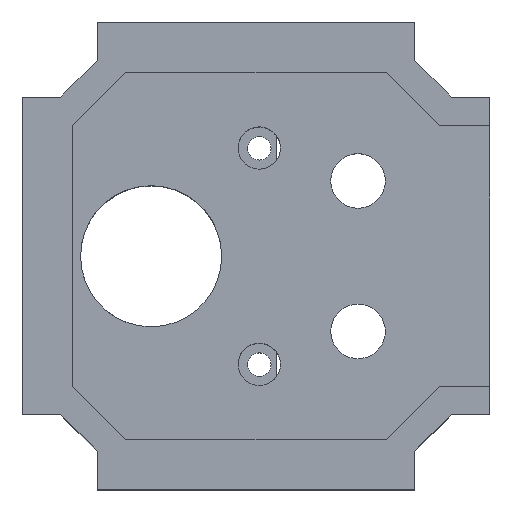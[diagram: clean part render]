
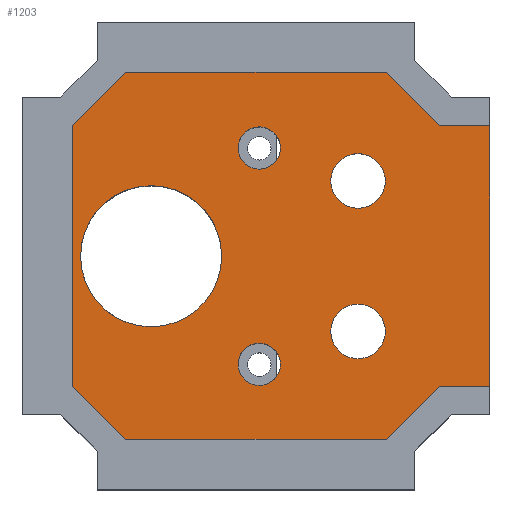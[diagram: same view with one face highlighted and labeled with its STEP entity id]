
A CAD part, top view. The second image highlights one B-rep face of the part: STEP entity #1203.
In plain terms, the highlighted planar face has unit normal (0, 0, 1).
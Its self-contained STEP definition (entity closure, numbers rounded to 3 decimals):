
#23=FACE_BOUND('',#180,.T.);
#24=FACE_BOUND('',#181,.T.);
#25=FACE_BOUND('',#182,.T.);
#26=FACE_BOUND('',#183,.T.);
#27=FACE_BOUND('',#184,.T.);
#30=CIRCLE('',#1233,2.9);
#32=CIRCLE('',#1236,2.9);
#43=CIRCLE('',#1253,7.5);
#48=CIRCLE('',#1262,2.25);
#52=CIRCLE('',#1269,2.25);
#115=FACE_OUTER_BOUND('',#179,.T.);
#179=EDGE_LOOP('',(#1051,#1052,#1053,#1054,#1055,#1056,#1057,#1058,#1059,
#1060,#1061,#1062,#1063,#1064,#1065,#1066));
#180=EDGE_LOOP('',(#1067));
#181=EDGE_LOOP('',(#1068));
#182=EDGE_LOOP('',(#1069));
#183=EDGE_LOOP('',(#1070));
#184=EDGE_LOOP('',(#1071));
#194=LINE('',#1629,#339);
#294=LINE('',#1880,#439);
#298=LINE('',#1886,#443);
#304=LINE('',#1898,#449);
#307=LINE('',#1904,#452);
#311=LINE('',#1910,#456);
#313=LINE('',#1915,#458);
#315=LINE('',#1918,#460);
#317=LINE('',#1923,#462);
#320=LINE('',#1928,#465);
#321=LINE('',#1930,#466);
#323=LINE('',#1934,#468);
#325=LINE('',#1938,#470);
#333=LINE('',#1952,#478);
#334=LINE('',#1953,#479);
#335=LINE('',#1954,#480);
#339=VECTOR('',#1317,10.);
#439=VECTOR('',#1525,10.);
#443=VECTOR('',#1531,10.);
#449=VECTOR('',#1545,10.);
#452=VECTOR('',#1550,10.);
#456=VECTOR('',#1558,10.);
#458=VECTOR('',#1562,10.);
#460=VECTOR('',#1566,10.);
#462=VECTOR('',#1570,10.);
#465=VECTOR('',#1575,10.);
#466=VECTOR('',#1578,10.);
#468=VECTOR('',#1582,10.);
#470=VECTOR('',#1586,10.);
#478=VECTOR('',#1606,10.);
#479=VECTOR('',#1607,10.);
#480=VECTOR('',#1608,10.);
#483=VERTEX_POINT('',#1625);
#485=VERTEX_POINT('',#1628);
#511=VERTEX_POINT('',#1684);
#513=VERTEX_POINT('',#1690);
#536=VERTEX_POINT('',#1748);
#559=VERTEX_POINT('',#1802);
#564=VERTEX_POINT('',#1819);
#581=VERTEX_POINT('',#1877);
#582=VERTEX_POINT('',#1879);
#583=VERTEX_POINT('',#1885);
#584=VERTEX_POINT('',#1895);
#585=VERTEX_POINT('',#1897);
#586=VERTEX_POINT('',#1901);
#587=VERTEX_POINT('',#1903);
#588=VERTEX_POINT('',#1912);
#589=VERTEX_POINT('',#1914);
#590=VERTEX_POINT('',#1920);
#591=VERTEX_POINT('',#1922);
#592=VERTEX_POINT('',#1926);
#593=VERTEX_POINT('',#1932);
#594=VERTEX_POINT('',#1936);
#596=EDGE_CURVE('',#485,#483,#194,.T.);
#624=EDGE_CURVE('',#511,#511,#30,.T.);
#627=EDGE_CURVE('',#513,#513,#32,.T.);
#657=EDGE_CURVE('',#536,#536,#43,.T.);
#683=EDGE_CURVE('',#559,#559,#48,.T.);
#692=EDGE_CURVE('',#564,#564,#52,.T.);
#722=EDGE_CURVE('',#582,#581,#294,.T.);
#726=EDGE_CURVE('',#583,#582,#298,.T.);
#732=EDGE_CURVE('',#585,#584,#304,.T.);
#735=EDGE_CURVE('',#587,#586,#307,.T.);
#739=EDGE_CURVE('',#483,#585,#311,.T.);
#741=EDGE_CURVE('',#589,#588,#313,.T.);
#743=EDGE_CURVE('',#588,#587,#315,.T.);
#745=EDGE_CURVE('',#591,#590,#317,.T.);
#748=EDGE_CURVE('',#590,#592,#320,.T.);
#749=EDGE_CURVE('',#592,#583,#321,.T.);
#751=EDGE_CURVE('',#581,#593,#323,.T.);
#753=EDGE_CURVE('',#593,#594,#325,.T.);
#761=EDGE_CURVE('',#584,#589,#333,.T.);
#762=EDGE_CURVE('',#586,#591,#334,.T.);
#763=EDGE_CURVE('',#594,#485,#335,.T.);
#1051=ORIENTED_EDGE('',*,*,#732,.T.);
#1052=ORIENTED_EDGE('',*,*,#761,.T.);
#1053=ORIENTED_EDGE('',*,*,#741,.T.);
#1054=ORIENTED_EDGE('',*,*,#743,.T.);
#1055=ORIENTED_EDGE('',*,*,#735,.T.);
#1056=ORIENTED_EDGE('',*,*,#762,.T.);
#1057=ORIENTED_EDGE('',*,*,#745,.T.);
#1058=ORIENTED_EDGE('',*,*,#748,.T.);
#1059=ORIENTED_EDGE('',*,*,#749,.T.);
#1060=ORIENTED_EDGE('',*,*,#726,.T.);
#1061=ORIENTED_EDGE('',*,*,#722,.T.);
#1062=ORIENTED_EDGE('',*,*,#751,.T.);
#1063=ORIENTED_EDGE('',*,*,#753,.T.);
#1064=ORIENTED_EDGE('',*,*,#763,.T.);
#1065=ORIENTED_EDGE('',*,*,#596,.T.);
#1066=ORIENTED_EDGE('',*,*,#739,.T.);
#1067=ORIENTED_EDGE('',*,*,#624,.T.);
#1068=ORIENTED_EDGE('',*,*,#627,.T.);
#1069=ORIENTED_EDGE('',*,*,#657,.T.);
#1070=ORIENTED_EDGE('',*,*,#683,.T.);
#1071=ORIENTED_EDGE('',*,*,#692,.T.);
#1147=PLANE('',#1305);
#1203=ADVANCED_FACE('',(#115,#23,#24,#25,#26,#27),#1147,.T.);
#1233=AXIS2_PLACEMENT_3D('',#1685,#1349,#1350);
#1236=AXIS2_PLACEMENT_3D('',#1691,#1356,#1357);
#1253=AXIS2_PLACEMENT_3D('',#1750,#1409,#1410);
#1262=AXIS2_PLACEMENT_3D('',#1803,#1448,#1449);
#1269=AXIS2_PLACEMENT_3D('',#1820,#1467,#1468);
#1305=AXIS2_PLACEMENT_3D('',#1951,#1604,#1605);
#1317=DIRECTION('',(-1.,0.,0.));
#1349=DIRECTION('center_axis',(0.,0.,-1.));
#1350=DIRECTION('ref_axis',(-1.,0.,0.));
#1356=DIRECTION('center_axis',(0.,0.,-1.));
#1357=DIRECTION('ref_axis',(-1.,0.,0.));
#1409=DIRECTION('center_axis',(0.,0.,-1.));
#1410=DIRECTION('ref_axis',(1.,0.,0.));
#1448=DIRECTION('center_axis',(0.,0.,-1.));
#1449=DIRECTION('ref_axis',(1.,0.,0.));
#1467=DIRECTION('center_axis',(0.,0.,-1.));
#1468=DIRECTION('ref_axis',(1.,0.,0.));
#1525=DIRECTION('',(0.,1.,0.));
#1531=DIRECTION('',(1.,0.,0.));
#1545=DIRECTION('',(0.,1.,0.));
#1550=DIRECTION('',(-1.,0.,0.));
#1558=DIRECTION('',(-0.707,0.707,0.));
#1562=DIRECTION('',(0.,-1.,0.));
#1566=DIRECTION('',(-0.707,-0.707,0.));
#1570=DIRECTION('',(1.,0.,0.));
#1575=DIRECTION('',(0.707,-0.707,0.));
#1578=DIRECTION('',(0.,-1.,0.));
#1582=DIRECTION('',(0.707,0.707,0.));
#1586=DIRECTION('',(1.,0.,0.));
#1604=DIRECTION('center_axis',(0.,0.,1.));
#1605=DIRECTION('ref_axis',(1.,0.,0.));
#1606=DIRECTION('',(-1.,0.,0.));
#1607=DIRECTION('',(0.,-1.,0.));
#1608=DIRECTION('',(0.,1.,0.));
#1625=CARTESIAN_POINT('',(19.527,13.869,5.));
#1628=CARTESIAN_POINT('',(24.85,13.869,5.));
#1629=CARTESIAN_POINT('',(0.494,13.869,5.));
#1684=CARTESIAN_POINT('',(13.75,-8.,5.));
#1685=CARTESIAN_POINT('Origin',(10.85,-8.,5.));
#1690=CARTESIAN_POINT('',(13.75,8.,5.));
#1691=CARTESIAN_POINT('Origin',(10.85,8.,5.));
#1748=CARTESIAN_POINT('',(-18.65,0.,5.));
#1750=CARTESIAN_POINT('Origin',(-11.15,0.,5.));
#1802=CARTESIAN_POINT('',(-1.9,11.5,5.));
#1803=CARTESIAN_POINT('Origin',(0.35,11.5,5.));
#1819=CARTESIAN_POINT('',(-1.9,-11.5,5.));
#1820=CARTESIAN_POINT('Origin',(0.35,-11.5,5.));
#1877=CARTESIAN_POINT('',(13.869,-19.527,5.));
#1879=CARTESIAN_POINT('',(13.869,-24.85,5.));
#1880=CARTESIAN_POINT('',(13.869,-10.924,5.));
#1885=CARTESIAN_POINT('',(-13.869,-24.85,5.));
#1886=CARTESIAN_POINT('',(16.87,-24.85,5.));
#1895=CARTESIAN_POINT('',(13.869,24.85,5.));
#1897=CARTESIAN_POINT('',(13.869,19.527,5.));
#1898=CARTESIAN_POINT('',(13.869,12.425,5.));
#1901=CARTESIAN_POINT('',(-24.85,13.869,5.));
#1903=CARTESIAN_POINT('',(-19.527,13.869,5.));
#1904=CARTESIAN_POINT('',(-22.855,13.869,5.));
#1910=CARTESIAN_POINT('',(10.068,23.327,5.));
#1912=CARTESIAN_POINT('',(-13.869,19.527,5.));
#1914=CARTESIAN_POINT('',(-13.869,24.85,5.));
#1915=CARTESIAN_POINT('',(-13.869,10.924,5.));
#1918=CARTESIAN_POINT('',(-23.327,10.068,5.));
#1920=CARTESIAN_POINT('',(-19.527,-13.869,5.));
#1922=CARTESIAN_POINT('',(-24.85,-13.869,5.));
#1923=CARTESIAN_POINT('',(-21.354,-13.869,5.));
#1926=CARTESIAN_POINT('',(-13.869,-19.527,5.));
#1928=CARTESIAN_POINT('',(-20.498,-12.897,5.));
#1930=CARTESIAN_POINT('',(-13.869,-12.425,5.));
#1932=CARTESIAN_POINT('',(19.527,-13.869,5.));
#1934=CARTESIAN_POINT('',(12.897,-20.498,5.));
#1936=CARTESIAN_POINT('',(24.85,-13.869,5.));
#1938=CARTESIAN_POINT('',(1.995,-13.869,5.));
#1951=CARTESIAN_POINT('Origin',(-20.86,0.,
5.));
#1952=CARTESIAN_POINT('',(16.87,24.85,5.));
#1953=CARTESIAN_POINT('',(-24.85,-16.87,5.));
#1954=CARTESIAN_POINT('',(24.85,-16.87,5.));
